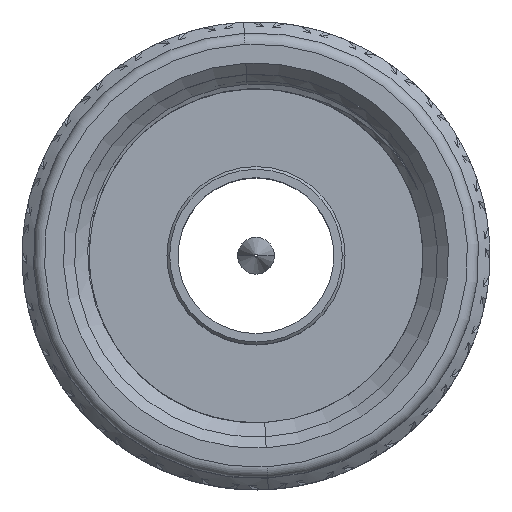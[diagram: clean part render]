
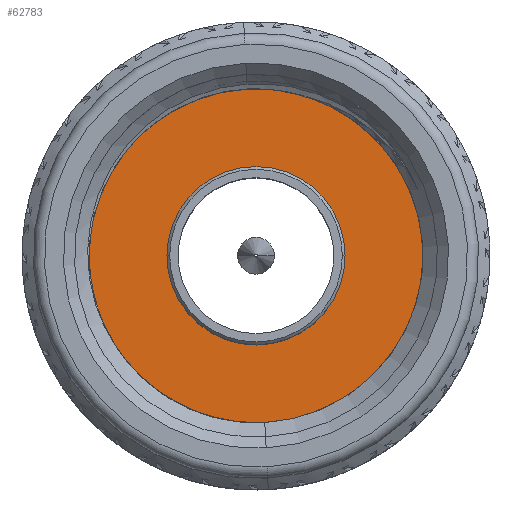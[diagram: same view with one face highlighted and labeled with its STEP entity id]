
A CAD part, top view. The second image highlights one B-rep face of the part: STEP entity #62783.
In plain terms, the highlighted planar face has unit normal (0, 0, 1).
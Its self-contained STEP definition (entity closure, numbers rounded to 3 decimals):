
#475 = DIRECTION ( 'NONE',  ( -1., 0., 0. ) ) ;
#4006 = VERTEX_POINT ( 'NONE', #10265 ) ;
#8907 = CARTESIAN_POINT ( 'NONE',  ( 7.85, 0., 40.3 ) ) ;
#8936 = EDGE_CURVE ( 'NONE', #93771, #4006, #13760, .T. ) ;
#9894 = EDGE_CURVE ( 'NONE', #4006, #93771, #49550, .T. ) ;
#10265 = CARTESIAN_POINT ( 'NONE',  ( 4., 0., 40.3 ) ) ;
#13760 = CIRCLE ( 'NONE', #102147, 4. ) ;
#17947 = EDGE_LOOP ( 'NONE', ( #43928, #58442 ) ) ;
#20756 = DIRECTION ( 'NONE',  ( -1., 0., 0. ) ) ;
#27089 = DIRECTION ( 'NONE',  ( 0., 0., -1. ) ) ;
#30399 = ORIENTED_EDGE ( 'NONE', *, *, #54307, .F. ) ;
#34657 = EDGE_CURVE ( 'NONE', #70083, #35101, #56212, .T. ) ;
#35101 = VERTEX_POINT ( 'NONE', #100266 ) ;
#36826 = EDGE_LOOP ( 'NONE', ( #30399, #63437 ) ) ;
#42987 = AXIS2_PLACEMENT_3D ( 'NONE', #71335, #44876, #107203 ) ;
#43928 = ORIENTED_EDGE ( 'NONE', *, *, #8936, .T. ) ;
#44876 = DIRECTION ( 'NONE',  ( 0., 0., -1. ) ) ;
#49550 = CIRCLE ( 'NONE', #70169, 4. ) ;
#53782 = AXIS2_PLACEMENT_3D ( 'NONE', #62353, #107605, #475 ) ;
#54307 = EDGE_CURVE ( 'NONE', #35101, #70083, #105269, .T. ) ;
#55707 = CARTESIAN_POINT ( 'NONE',  ( -4., 0., 40.3 ) ) ;
#56212 = CIRCLE ( 'NONE', #42987, 7.85 ) ;
#58442 = ORIENTED_EDGE ( 'NONE', *, *, #9894, .T. ) ;
#62353 = CARTESIAN_POINT ( 'NONE',  ( 0., 0., 40.3 ) ) ;
#62783 = ADVANCED_FACE ( 'NONE', ( #108194, #79396 ), #63490, .F. ) ;
#63021 = DIRECTION ( 'NONE',  ( -1., 0., 0. ) ) ;
#63437 = ORIENTED_EDGE ( 'NONE', *, *, #34657, .F. ) ;
#63490 = PLANE ( 'NONE',  #53782 ) ;
#70083 = VERTEX_POINT ( 'NONE', #8907 ) ;
#70169 = AXIS2_PLACEMENT_3D ( 'NONE', #105259, #111555, #92731 ) ;
#71335 = CARTESIAN_POINT ( 'NONE',  ( 0., 0., 40.3 ) ) ;
#71827 = CARTESIAN_POINT ( 'NONE',  ( 0., 0., 40.3 ) ) ;
#73769 = DIRECTION ( 'NONE',  ( 0., 0., -1. ) ) ;
#79396 = FACE_BOUND ( 'NONE', #17947, .T. ) ;
#90805 = CARTESIAN_POINT ( 'NONE',  ( 0., 0., 40.3 ) ) ;
#92731 = DIRECTION ( 'NONE',  ( -1., 0., 0. ) ) ;
#93771 = VERTEX_POINT ( 'NONE', #55707 ) ;
#95869 = AXIS2_PLACEMENT_3D ( 'NONE', #90805, #73769, #20756 ) ;
#100266 = CARTESIAN_POINT ( 'NONE',  ( -7.85, 0., 40.3 ) ) ;
#102147 = AXIS2_PLACEMENT_3D ( 'NONE', #71827, #27089, #63021 ) ;
#105259 = CARTESIAN_POINT ( 'NONE',  ( 0., 0., 40.3 ) ) ;
#105269 = CIRCLE ( 'NONE', #95869, 7.85 ) ;
#107203 = DIRECTION ( 'NONE',  ( -1., 0., 0. ) ) ;
#107605 = DIRECTION ( 'NONE',  ( 0., 0., -1. ) ) ;
#108194 = FACE_OUTER_BOUND ( 'NONE', #36826, .T. ) ;
#111555 = DIRECTION ( 'NONE',  ( 0., 0., -1. ) ) ;
